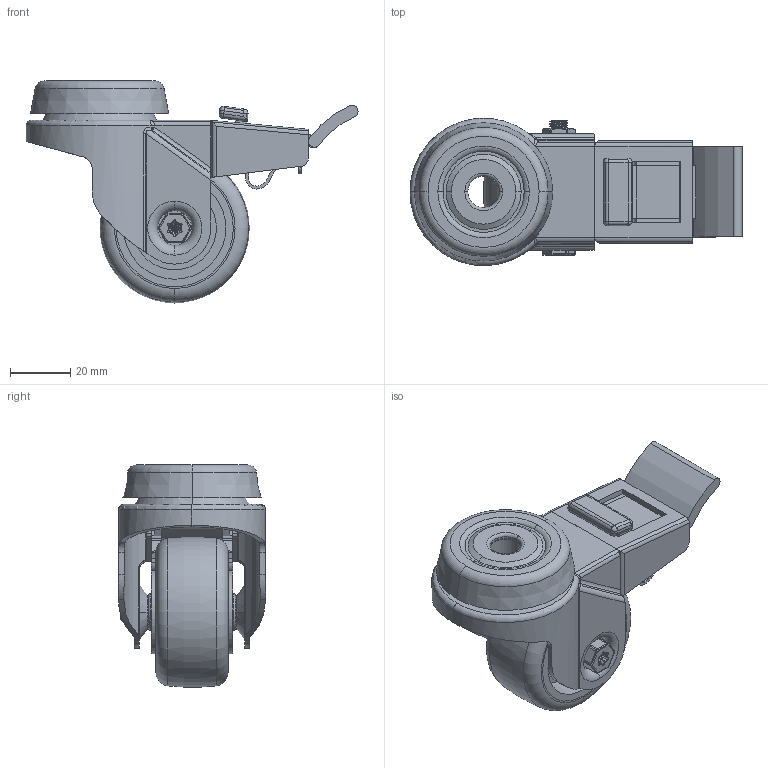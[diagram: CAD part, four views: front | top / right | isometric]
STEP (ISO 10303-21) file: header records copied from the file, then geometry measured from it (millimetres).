
FILE_DESCRIPTION(('STEP AP203'),'1');
FILE_NAME('BZRA50GRECBJBH10SWB.STEP','2023-05-26T11:52:23',(' '),(' '),'Spatial InterOp 3D',' ',' ');
FILE_SCHEMA(('CONFIG_CONTROL_DESIGN'));
Length unit declared in the file: metre
Products named in the file (24): BZRA50ASBH10SWB; ZINC PLATED PRESSED STEEL FORKS; ZINC PLATED PRESSED STEEL HEAD; ZINC PLATED PRESSED STEEL BRAKE; NYLON BRAKE PEDAL; BRAKE PAD; BZRA50GRECBJBH10SWB; BZL50WGRECBJM8; 85 SHORE A ELECTRICALLY CONDUCTIVE RUBBER TYRE; NYLON RIM; BEARING608-ZB; METAL; INSIDE; OUTTER; Pattern; Component4; TUBEM8X30; ZINC PLATED AXLE TUBE; BOLTBZRA6MM; ZINC PLATED AXLE BOLT; NM6GR8HALFGR8; ZINC PLATED LOCKING NUT
Assembly tree (39 placements, depth 5):
  BZRA50GRECBJBH10SWB
    BZRA50ASBH10SWB
      ZINC PLATED PRESSED STEEL FORKS
      ZINC PLATED PRESSED STEEL HEAD
      ZINC PLATED PRESSED STEEL BRAKE
      NYLON BRAKE PEDAL
      BRAKE PAD
    BZL50WGRECBJM8
      85 SHORE A ELECTRICALLY CONDUCTIVE RUBBER TYRE
      NYLON RIM
      BEARING608-ZB
        METAL
        INSIDE
        OUTTER
        Pattern
          Component4  x7
      BEARING608-ZB
        METAL
        INSIDE
        OUTTER
        Pattern
          Component4  x7
    TUBEM8X30
      ZINC PLATED AXLE TUBE
    BOLTBZRA6MM
      ZINC PLATED AXLE BOLT
    NM6GR8HALFGR8
      ZINC PLATED LOCKING NUT
Bounding box: 110.5 x 48.99 x 73.95 mm (x, y, z)
Volume: 69246.3 mm3; surface area: 61365.1 mm2
Topology: 32 solids, 32 shells, 727 faces, 1798 edges, 1092 vertices
Faces by surface type: cylinder 334, plane 157, torus 116, bspline 42, cone 40, sphere 38
Entity records: 40893 total; most frequent: CARTESIAN_POINT 23984, DIRECTION 3494, ORIENTED_EDGE 3204, EDGE_CURVE 1602, AXIS2_PLACEMENT_3D 1453, VERTEX_POINT 1006, CIRCLE 749, EDGE_LOOP 698
